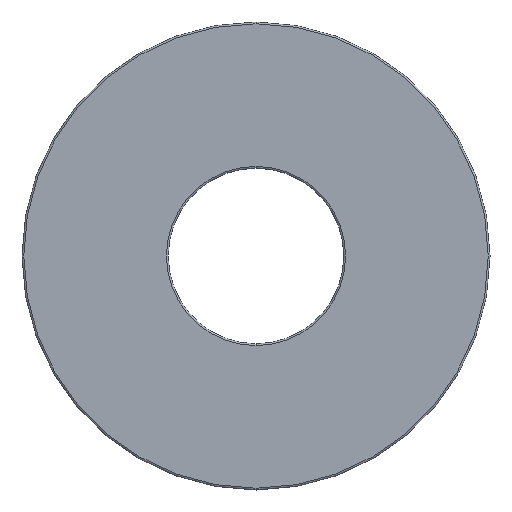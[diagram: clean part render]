
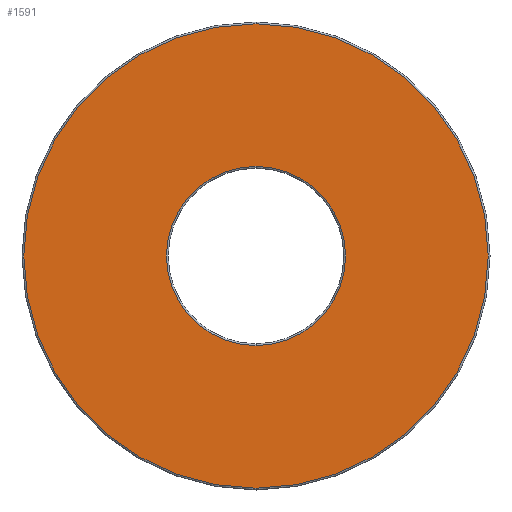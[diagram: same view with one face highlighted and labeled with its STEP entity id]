
A CAD part, front view. The second image highlights one B-rep face of the part: STEP entity #1591.
In plain terms, the highlighted planar face has unit normal (0, -1, 0).
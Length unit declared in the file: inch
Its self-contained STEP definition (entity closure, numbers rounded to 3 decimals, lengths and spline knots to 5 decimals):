
#27 = ORIENTED_EDGE ( 'NONE', *, *, #1598, .T. ) ;
#30 = AXIS2_PLACEMENT_3D ( 'NONE', #1635, #1335, #91 ) ;
#57 = AXIS2_PLACEMENT_3D ( 'NONE', #1654, #730, #1803 ) ;
#67 = ORIENTED_EDGE ( 'NONE', *, *, #687, .T. ) ;
#91 = DIRECTION ( 'NONE',  ( 0., 0., 1. ) ) ;
#145 = VERTEX_POINT ( 'NONE', #988 ) ;
#268 = CARTESIAN_POINT ( 'NONE',  ( 0., -0.0965, 0. ) ) ;
#370 = CARTESIAN_POINT ( 'NONE',  ( 0., -0.0965, 0.24807 ) ) ;
#420 = DIRECTION ( 'NONE',  ( 0., 0., 1. ) ) ;
#506 = VERTEX_POINT ( 'NONE', #370 ) ;
#525 = VERTEX_POINT ( 'NONE', #1463 ) ;
#555 = CARTESIAN_POINT ( 'NONE',  ( 0., -0.0965, 0. ) ) ;
#620 = CIRCLE ( 'NONE', #1933, 0.24807 ) ;
#687 = EDGE_CURVE ( 'NONE', #506, #145, #1525, .T. ) ;
#702 = AXIS2_PLACEMENT_3D ( 'NONE', #1752, #822, #1906 ) ;
#718 = DIRECTION ( 'NONE',  ( 0., 0., 1. ) ) ;
#730 = DIRECTION ( 'NONE',  ( 0., 1., 0. ) ) ;
#822 = DIRECTION ( 'NONE',  ( 0., 1., 0. ) ) ;
#909 = VERTEX_POINT ( 'NONE', #1064 ) ;
#988 = CARTESIAN_POINT ( 'NONE',  ( 0., -0.0965, -0.24807 ) ) ;
#1017 = PLANE ( 'NONE',  #30 ) ;
#1064 = CARTESIAN_POINT ( 'NONE',  ( 0., -0.0965, 0.09568 ) ) ;
#1239 = CIRCLE ( 'NONE', #702, 0.09568 ) ;
#1335 = DIRECTION ( 'NONE',  ( 0., 1., 0. ) ) ;
#1361 = DIRECTION ( 'NONE',  ( 0., -1., 0. ) ) ;
#1393 = AXIS2_PLACEMENT_3D ( 'NONE', #268, #1361, #420 ) ;
#1428 = EDGE_LOOP ( 'NONE', ( #1699, #1953 ) ) ;
#1455 = FACE_OUTER_BOUND ( 'NONE', #1501, .T. ) ;
#1463 = CARTESIAN_POINT ( 'NONE',  ( 0., -0.0965, -0.09568 ) ) ;
#1481 = EDGE_CURVE ( 'NONE', #909, #525, #1239, .T. ) ;
#1501 = EDGE_LOOP ( 'NONE', ( #67, #27 ) ) ;
#1525 = CIRCLE ( 'NONE', #1393, 0.24807 ) ;
#1550 = FACE_BOUND ( 'NONE', #1428, .T. ) ;
#1591 = ADVANCED_FACE ( 'NONE', ( #1550, #1455 ), #1017, .F. ) ;
#1598 = EDGE_CURVE ( 'NONE', #145, #506, #620, .T. ) ;
#1635 = CARTESIAN_POINT ( 'NONE',  ( 0., -0.0965, 0.25 ) ) ;
#1645 = DIRECTION ( 'NONE',  ( 0., -1., 0. ) ) ;
#1654 = CARTESIAN_POINT ( 'NONE',  ( 0., -0.0965, 0. ) ) ;
#1699 = ORIENTED_EDGE ( 'NONE', *, *, #1481, .T. ) ;
#1752 = CARTESIAN_POINT ( 'NONE',  ( 0., -0.0965, 0. ) ) ;
#1803 = DIRECTION ( 'NONE',  ( 0., 0., 1. ) ) ;
#1834 = CIRCLE ( 'NONE', #57, 0.09568 ) ;
#1906 = DIRECTION ( 'NONE',  ( 0., 0., 1. ) ) ;
#1933 = AXIS2_PLACEMENT_3D ( 'NONE', #555, #1645, #718 ) ;
#1953 = ORIENTED_EDGE ( 'NONE', *, *, #1963, .T. ) ;
#1963 = EDGE_CURVE ( 'NONE', #525, #909, #1834, .T. ) ;
